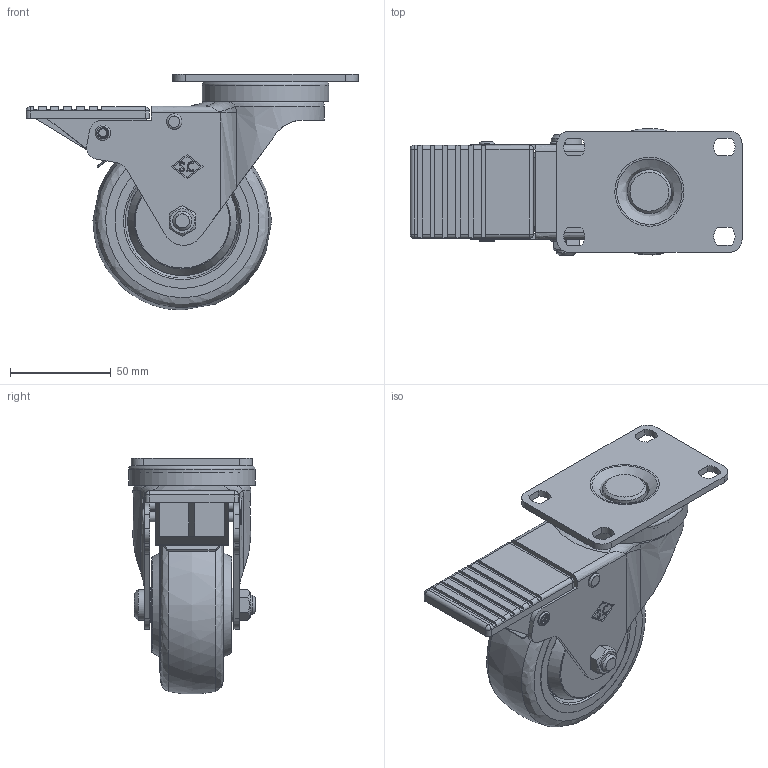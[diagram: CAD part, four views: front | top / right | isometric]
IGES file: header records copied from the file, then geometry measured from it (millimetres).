
Global section: file name: 13CA8113; native system: Autodesk RealDWG; preprocessor: Autodesk Translation Framework DWG producer (atf_dwg_producer); author: stanley; organization: unknown; date: 20210406.123329; units: inch
Bounding box: 165.03 x 63.08 x 117.29 mm (x, y, z)
Volume: 267979.1 mm3; surface area: 120669 mm2
Topology: 28 solids, 30 shells, 562 faces, 1591 edges, 1103 vertices
Faces by surface type: bspline 562
